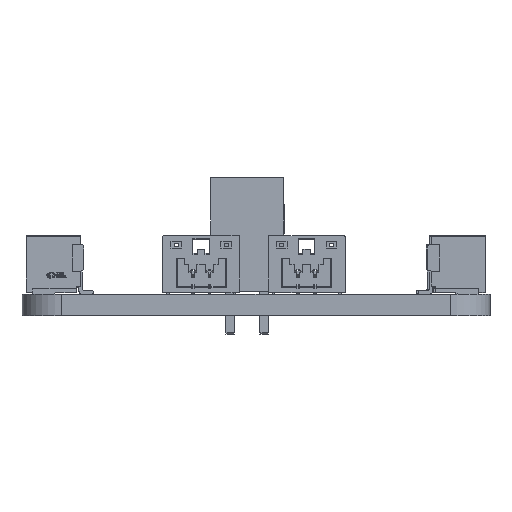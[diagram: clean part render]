
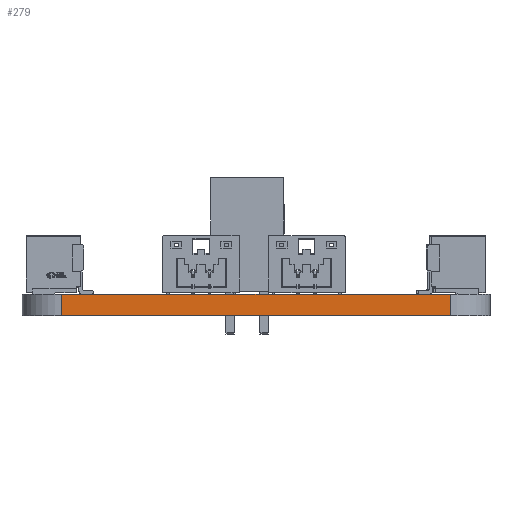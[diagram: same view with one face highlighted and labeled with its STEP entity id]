
A CAD part, front view. The second image highlights one B-rep face of the part: STEP entity #279.
In plain terms, the highlighted planar face has unit normal (0, -1, 0).
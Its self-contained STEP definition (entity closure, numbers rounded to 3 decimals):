
#252 = VERTEX_POINT('',#253);
#253 = CARTESIAN_POINT('',(2.965,-57.518,1.6
    ));
#260 = EDGE_CURVE('',#261,#252,#263,.T.);
#261 = VERTEX_POINT('',#262);
#262 = CARTESIAN_POINT('',(2.965,-57.518,0.));
#263 = LINE('',#264,#265);
#264 = CARTESIAN_POINT('',(2.965,-57.518,0.));
#265 = VECTOR('',#266,1.);
#266 = DIRECTION('',(0.,0.,1.));
#279 = ADVANCED_FACE('',(#280),#305,.T.);
#280 = FACE_BOUND('',#281,.T.);
#281 = EDGE_LOOP('',(#282,#283,#291,#299));
#282 = ORIENTED_EDGE('',*,*,#260,.T.);
#283 = ORIENTED_EDGE('',*,*,#284,.T.);
#284 = EDGE_CURVE('',#252,#285,#287,.T.);
#285 = VERTEX_POINT('',#286);
#286 = CARTESIAN_POINT('',(-26.035,-57.518,1.6
    ));
#287 = LINE('',#288,#289);
#288 = CARTESIAN_POINT('',(2.965,-57.518,1.6
    ));
#289 = VECTOR('',#290,1.);
#290 = DIRECTION('',(-1.,0.,0.));
#291 = ORIENTED_EDGE('',*,*,#292,.F.);
#292 = EDGE_CURVE('',#293,#285,#295,.T.);
#293 = VERTEX_POINT('',#294);
#294 = CARTESIAN_POINT('',(-26.035,-57.518,0.));
#295 = LINE('',#296,#297);
#296 = CARTESIAN_POINT('',(-26.035,-57.518,0.));
#297 = VECTOR('',#298,1.);
#298 = DIRECTION('',(0.,0.,1.));
#299 = ORIENTED_EDGE('',*,*,#300,.F.);
#300 = EDGE_CURVE('',#261,#293,#301,.T.);
#301 = LINE('',#302,#303);
#302 = CARTESIAN_POINT('',(2.965,-57.518,0.));
#303 = VECTOR('',#304,1.);
#304 = DIRECTION('',(-1.,0.,0.));
#305 = PLANE('',#306);
#306 = AXIS2_PLACEMENT_3D('',#307,#308,#309);
#307 = CARTESIAN_POINT('',(2.965,-57.518,0.));
#308 = DIRECTION('',(0.,-1.,0.));
#309 = DIRECTION('',(-1.,0.,0.));
